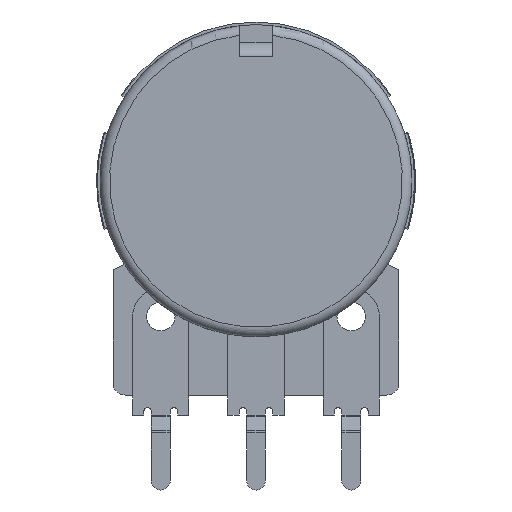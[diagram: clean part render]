
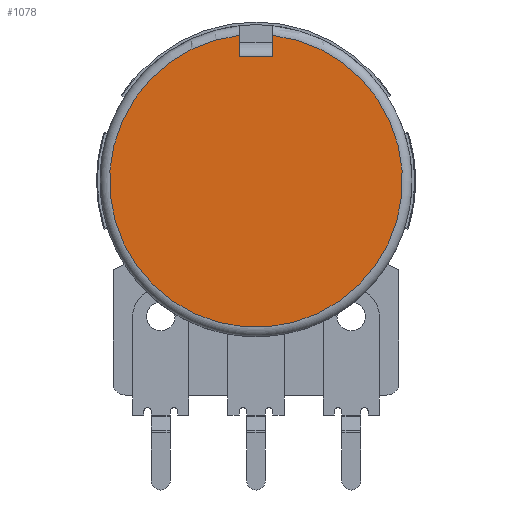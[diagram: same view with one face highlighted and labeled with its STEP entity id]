
A CAD part, front view. The second image highlights one B-rep face of the part: STEP entity #1078.
In plain terms, the highlighted planar face has unit normal (0, -1, 0).
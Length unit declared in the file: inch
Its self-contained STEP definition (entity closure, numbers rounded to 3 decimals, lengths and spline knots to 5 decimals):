
#1=DIRECTION('',(0.,0.,-1.));
#2=VECTOR('',#1,0.0455);
#3=CARTESIAN_POINT('',(0.035,0.,0.3055));
#4=LINE('',#3,#2);
#5=DIRECTION('',(0.,0.,-1.));
#6=VECTOR('',#5,0.0455);
#7=CARTESIAN_POINT('',(-0.035,0.,0.3055));
#8=LINE('',#7,#6);
#9=DIRECTION('',(-1.,0.,0.));
#10=VECTOR('',#9,0.07);
#11=CARTESIAN_POINT('',(0.035,0.,0.26));
#12=LINE('',#11,#10);
#826=CARTESIAN_POINT('',(0.,0.,0.));
#827=DIRECTION('',(0.,-1.,0.));
#828=DIRECTION('',(-0.114,0.,0.994));
#829=AXIS2_PLACEMENT_3D('',#826,#827,#828);
#1003=CARTESIAN_POINT('',(0.035,0.,0.3055));
#1004=CARTESIAN_POINT('',(0.035,0.,0.26));
#1005=VERTEX_POINT('',#1003);
#1006=VERTEX_POINT('',#1004);
#1007=CARTESIAN_POINT('',(-0.035,0.,0.26));
#1008=VERTEX_POINT('',#1007);
#1009=CARTESIAN_POINT('',(-0.035,0.,0.3055));
#1010=VERTEX_POINT('',#1009);
#1063=CARTESIAN_POINT('',(0.,0.,0.));
#1064=DIRECTION('',(0.,-1.,0.));
#1065=DIRECTION('',(-1.,0.,0.));
#1066=AXIS2_PLACEMENT_3D('',#1063,#1064,#1065);
#1067=PLANE('',#1066);
#1069=ORIENTED_EDGE('',*,*,#1068,.F.);
#1071=ORIENTED_EDGE('',*,*,#1070,.F.);
#1073=ORIENTED_EDGE('',*,*,#1072,.T.);
#1075=ORIENTED_EDGE('',*,*,#1074,.F.);
#1076=EDGE_LOOP('',(#1069,#1071,#1073,#1075));
#1077=FACE_OUTER_BOUND('',#1076,.F.);
#1078=ADVANCED_FACE('',(#1077),#1067,.T.);
#830=CIRCLE('',#829,0.3075);
#1068=EDGE_CURVE('',#1005,#1006,#4,.T.);
#1070=EDGE_CURVE('',#1010,#1005,#830,.T.);
#1072=EDGE_CURVE('',#1010,#1008,#8,.T.);
#1074=EDGE_CURVE('',#1006,#1008,#12,.T.);
